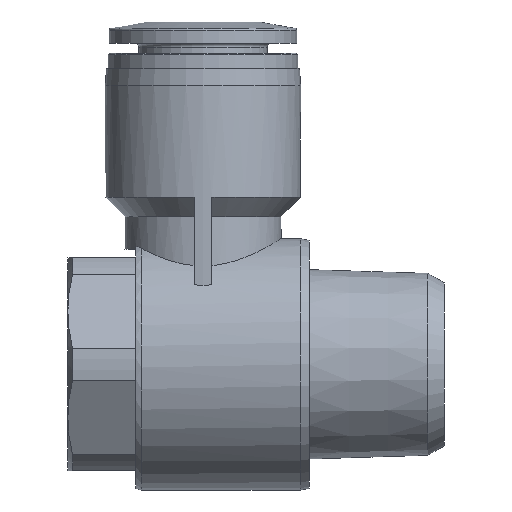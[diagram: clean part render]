
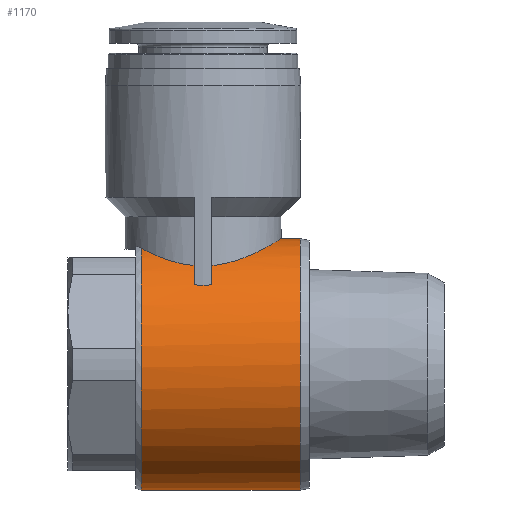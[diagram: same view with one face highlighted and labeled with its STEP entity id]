
A CAD part, left-side view. The second image highlights one B-rep face of the part: STEP entity #1170.
In plain terms, the highlighted cylindrical face has radius 11.25 mm (diameter 22.5 mm), a full revolution.
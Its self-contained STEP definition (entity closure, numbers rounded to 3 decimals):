
#32=CYLINDRICAL_SURFACE('',#1273,11.25);
#131=B_SPLINE_CURVE_WITH_KNOTS('',3,(#1687,#1688,#1689,#1690,#1691),
 .UNSPECIFIED.,.F.,.F.,(4,1,4),(0.03,0.033,0.036),
 .UNSPECIFIED.);
#132=B_SPLINE_CURVE_WITH_KNOTS('',3,(#1699,#1700,#1701,#1702,#1703),
 .UNSPECIFIED.,.F.,.F.,(4,1,4),(0.,0.003,0.006),
 .UNSPECIFIED.);
#134=B_SPLINE_CURVE_WITH_KNOTS('',3,(#1710,#1711,#1712,#1713,#1714,#1715,
#1716,#1717,#1718,#1719,#1720),.UNSPECIFIED.,.F.,.F.,(4,1,1,1,1,1,1,1,4),
(0.007,0.01,0.013,0.015,
0.018,0.02,0.023,0.026,
0.028),.UNSPECIFIED.);
#135=B_SPLINE_CURVE_WITH_KNOTS('',3,(#1734,#1735,#1736,#1737),
 .UNSPECIFIED.,.F.,.F.,(4,4),(0.013,0.014),
 .UNSPECIFIED.);
#136=B_SPLINE_CURVE_WITH_KNOTS('',3,(#1745,#1746,#1747,#1748),
 .UNSPECIFIED.,.F.,.F.,(4,4),(0.005,0.007),
 .UNSPECIFIED.);
#287=ORIENTED_EDGE('',*,*,#447,.F.);
#288=ORIENTED_EDGE('',*,*,#446,.T.);
#289=ORIENTED_EDGE('',*,*,#404,.T.);
#290=ORIENTED_EDGE('',*,*,#435,.T.);
#291=ORIENTED_EDGE('',*,*,#416,.T.);
#292=ORIENTED_EDGE('',*,*,#434,.T.);
#293=ORIENTED_EDGE('',*,*,#406,.T.);
#294=ORIENTED_EDGE('',*,*,#437,.T.);
#295=ORIENTED_EDGE('',*,*,#412,.T.);
#296=ORIENTED_EDGE('',*,*,#436,.T.);
#297=ORIENTED_EDGE('',*,*,#400,.T.);
#400=EDGE_CURVE('',#494,#493,#131,.T.);
#404=EDGE_CURVE('',#498,#497,#132,.T.);
#406=EDGE_CURVE('',#499,#500,#134,.T.);
#412=EDGE_CURVE('',#506,#505,#135,.T.);
#416=EDGE_CURVE('',#510,#509,#136,.T.);
#434=EDGE_CURVE('',#509,#499,#562,.F.);
#435=EDGE_CURVE('',#497,#510,#563,.F.);
#436=EDGE_CURVE('',#505,#494,#564,.F.);
#437=EDGE_CURVE('',#500,#506,#565,.F.);
#446=EDGE_CURVE('',#493,#498,#573,.T.);
#447=EDGE_CURVE('',#523,#523,#574,.T.);
#493=VERTEX_POINT('',#1686);
#494=VERTEX_POINT('',#1692);
#497=VERTEX_POINT('',#1698);
#498=VERTEX_POINT('',#1704);
#499=VERTEX_POINT('',#1721);
#500=VERTEX_POINT('',#1722);
#505=VERTEX_POINT('',#1733);
#506=VERTEX_POINT('',#1738);
#509=VERTEX_POINT('',#1744);
#510=VERTEX_POINT('',#1749);
#523=VERTEX_POINT('',#1825);
#562=CIRCLE('',#1256,11.25);
#563=CIRCLE('',#1258,11.25);
#564=CIRCLE('',#1260,11.25);
#565=CIRCLE('',#1262,11.25);
#573=CIRCLE('',#1272,11.25);
#574=CIRCLE('',#1274,11.25);
#632=EDGE_LOOP('',(#287));
#633=EDGE_LOOP('',(#288,#289,#290,#291,#292,#293,#294,#295,#296,#297));
#710=FACE_BOUND('',#632,.T.);
#711=FACE_BOUND('',#633,.T.);
#1170=ADVANCED_FACE('',(#710,#711),#32,.T.);
#1256=AXIS2_PLACEMENT_3D('',#1805,#1455,#1456);
#1258=AXIS2_PLACEMENT_3D('',#1807,#1459,#1460);
#1260=AXIS2_PLACEMENT_3D('',#1809,#1463,#1464);
#1262=AXIS2_PLACEMENT_3D('',#1811,#1467,#1468);
#1272=AXIS2_PLACEMENT_3D('',#1822,#1488,#1489);
#1273=AXIS2_PLACEMENT_3D('',#1823,#1490,#1491);
#1274=AXIS2_PLACEMENT_3D('',#1824,#1492,#1493);
#1455=DIRECTION('',(0.,1.,0.));
#1456=DIRECTION('',(0.,0.,1.));
#1459=DIRECTION('',(0.,-1.,0.));
#1460=DIRECTION('',(0.,0.,-1.));
#1463=DIRECTION('',(0.,-1.,0.));
#1464=DIRECTION('',(0.,0.,-1.));
#1467=DIRECTION('',(0.,1.,0.));
#1468=DIRECTION('',(0.,0.,1.));
#1488=DIRECTION('',(0.,-1.,0.));
#1489=DIRECTION('',(0.,0.,-1.));
#1490=DIRECTION('',(0.,-1.,0.));
#1491=DIRECTION('',(0.,0.,-1.));
#1492=DIRECTION('',(0.,-1.,0.));
#1493=DIRECTION('',(0.,0.,-1.));
#1686=CARTESIAN_POINT('',(-4.32,-6.592,10.387));
#1687=CARTESIAN_POINT('',(-6.954,-11.3,8.843));
#1688=CARTESIAN_POINT('',(-6.845,-10.354,8.929));
#1689=CARTESIAN_POINT('',(-6.235,-8.54,9.411));
#1690=CARTESIAN_POINT('',(-5.044,-7.16,10.087));
#1691=CARTESIAN_POINT('',(-4.32,-6.592,10.387));
#1692=CARTESIAN_POINT('',(-6.954,-11.3,8.843));
#1698=CARTESIAN_POINT('',(6.954,-11.3,8.843));
#1699=CARTESIAN_POINT('',(4.32,-6.592,10.387));
#1700=CARTESIAN_POINT('',(5.046,-7.161,10.086));
#1701=CARTESIAN_POINT('',(6.235,-8.543,9.41));
#1702=CARTESIAN_POINT('',(6.845,-10.349,8.929));
#1703=CARTESIAN_POINT('',(6.954,-11.3,8.843));
#1704=CARTESIAN_POINT('',(4.32,-6.592,10.387));
#1710=CARTESIAN_POINT('',(6.954,-12.9,8.843));
#1711=CARTESIAN_POINT('',(6.854,-13.77,8.922));
#1712=CARTESIAN_POINT('',(6.329,-15.429,9.337));
#1713=CARTESIAN_POINT('',(4.787,-17.406,10.25));
#1714=CARTESIAN_POINT('',(2.63,-18.757,11.032));
#1715=CARTESIAN_POINT('',(0.015,-19.27,11.358));
#1716=CARTESIAN_POINT('',(-2.622,-18.764,11.036));
#1717=CARTESIAN_POINT('',(-4.792,-17.402,10.248));
#1718=CARTESIAN_POINT('',(-6.33,-15.427,9.336));
#1719=CARTESIAN_POINT('',(-6.855,-13.766,8.922));
#1720=CARTESIAN_POINT('',(-6.954,-12.9,8.843));
#1721=CARTESIAN_POINT('',(6.954,-12.9,8.843));
#1722=CARTESIAN_POINT('',(-6.954,-12.9,8.843));
#1733=CARTESIAN_POINT('',(-8.713,-11.3,7.116));
#1734=CARTESIAN_POINT('',(-8.713,-12.9,7.116));
#1735=CARTESIAN_POINT('',(-8.762,-12.369,7.057));
#1736=CARTESIAN_POINT('',(-8.762,-11.827,7.057));
#1737=CARTESIAN_POINT('',(-8.713,-11.3,7.116));
#1738=CARTESIAN_POINT('',(-8.713,-12.9,7.116));
#1744=CARTESIAN_POINT('',(8.713,-12.9,7.116));
#1745=CARTESIAN_POINT('',(8.713,-11.3,7.116));
#1746=CARTESIAN_POINT('',(8.762,-11.834,7.056));
#1747=CARTESIAN_POINT('',(8.762,-12.367,7.056));
#1748=CARTESIAN_POINT('',(8.713,-12.9,7.116));
#1749=CARTESIAN_POINT('',(8.713,-11.3,7.116));
#1805=CARTESIAN_POINT('',(0.,-12.9,0.));
#1807=CARTESIAN_POINT('',(0.,-11.3,0.));
#1809=CARTESIAN_POINT('',(0.,-11.3,0.));
#1811=CARTESIAN_POINT('',(0.,-12.9,0.));
#1822=CARTESIAN_POINT('',(0.,-6.592,0.));
#1823=CARTESIAN_POINT('',(0.,-33.7,0.));
#1824=CARTESIAN_POINT('',(0.,-20.812,0.));
#1825=CARTESIAN_POINT('',(0.,-20.812,-11.25));
